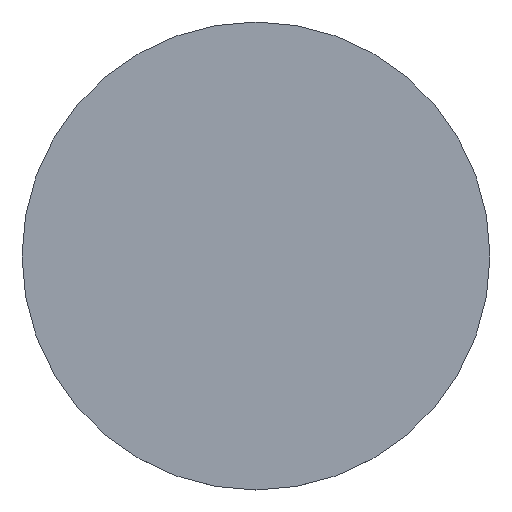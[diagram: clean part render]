
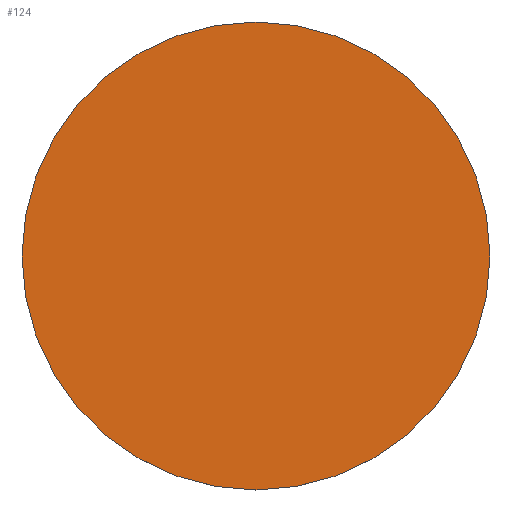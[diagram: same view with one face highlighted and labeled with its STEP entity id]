
A CAD part, top view. The second image highlights one B-rep face of the part: STEP entity #124.
In plain terms, the highlighted planar face has unit normal (0, 0, 1).
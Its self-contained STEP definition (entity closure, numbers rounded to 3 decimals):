
#16 = ORIENTED_EDGE ( 'NONE', *, *, #108, .T. ) ;
#24 = CARTESIAN_POINT ( 'NONE',  ( 0., 0., 0.2 ) ) ;
#27 = DIRECTION ( 'NONE',  ( 1., 0., 0. ) ) ;
#28 = CARTESIAN_POINT ( 'NONE',  ( 6.25, 0., 0.2 ) ) ;
#35 = AXIS2_PLACEMENT_3D ( 'NONE', #77, #171, #27 ) ;
#40 = DIRECTION ( 'NONE',  ( 1., 0., 0. ) ) ;
#53 = VERTEX_POINT ( 'NONE', #143 ) ;
#67 = EDGE_CURVE ( 'NONE', #155, #53, #83, .T. ) ;
#69 = ORIENTED_EDGE ( 'NONE', *, *, #67, .T. ) ;
#76 = DIRECTION ( 'NONE',  ( 0., 0., 1. ) ) ;
#77 = CARTESIAN_POINT ( 'NONE',  ( 0., 0., 0.2 ) ) ;
#83 = CIRCLE ( 'NONE', #151, 6.25 ) ;
#89 = PLANE ( 'NONE',  #123 ) ;
#106 = CIRCLE ( 'NONE', #35, 6.25 ) ;
#108 = EDGE_CURVE ( 'NONE', #53, #155, #106, .T. ) ;
#110 = DIRECTION ( 'NONE',  ( 1., 0., 0. ) ) ;
#123 = AXIS2_PLACEMENT_3D ( 'NONE', #129, #76, #40 ) ;
#124 = ADVANCED_FACE ( 'NONE', ( #145 ), #89, .T. ) ;
#129 = CARTESIAN_POINT ( 'NONE',  ( 0., 0., 0.2 ) ) ;
#130 = EDGE_LOOP ( 'NONE', ( #16, #69 ) ) ;
#142 = DIRECTION ( 'NONE',  ( 0., 0., 1. ) ) ;
#143 = CARTESIAN_POINT ( 'NONE',  ( -6.25, 0., 0.2 ) ) ;
#145 = FACE_OUTER_BOUND ( 'NONE', #130, .T. ) ;
#151 = AXIS2_PLACEMENT_3D ( 'NONE', #24, #142, #110 ) ;
#155 = VERTEX_POINT ( 'NONE', #28 ) ;
#171 = DIRECTION ( 'NONE',  ( 0., 0., 1. ) ) ;
